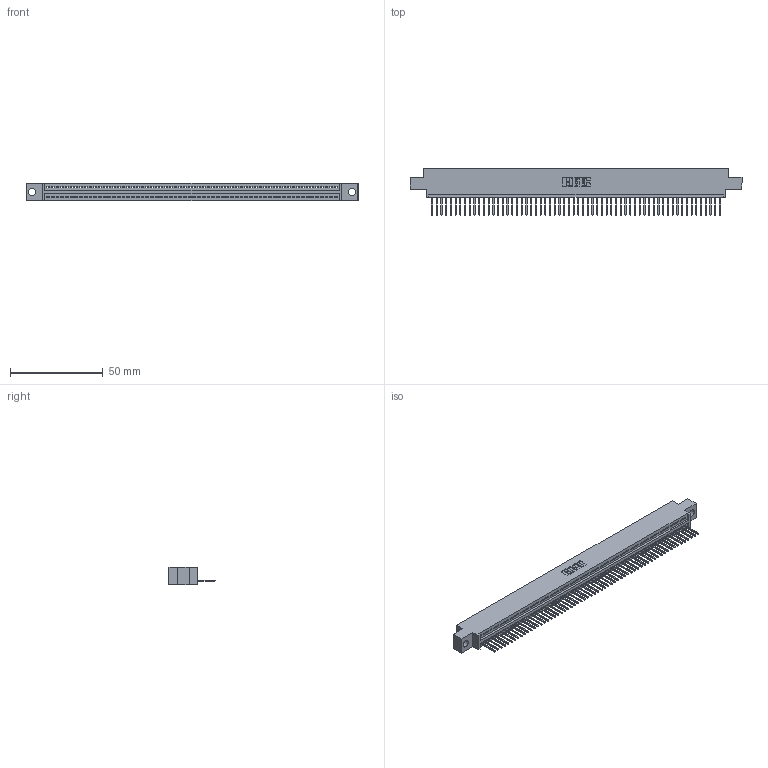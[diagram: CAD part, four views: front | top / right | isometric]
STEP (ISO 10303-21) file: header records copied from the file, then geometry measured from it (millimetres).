
FILE_DESCRIPTION (( 'STEP AP203' ), '1' );
FILE_NAME ('395-062-523-604.STEP', '2021-05-31T21:53:34', ( '' ), ( '' ), 'SwSTEP 2.0', 'SolidWorks 2020', '' );
FILE_SCHEMA (( 'CONFIG_CONTROL_DESIGN' ));
Length unit declared in the file: inch
Products named in the file (3): 395-062-523-604; 345-292-001_345-293-123; 345 Part_0.170 Offset - 0.156 Dia-TI
Assembly tree (63 placements, depth 2):
  395-062-523-604
    345 Part_0.170 Offset - 0.156 Dia-TI
    345-292-001_345-293-123  x62
Bounding box: 178.69 x 24.82 x 9.4 mm (x, y, z)
Volume: 16892.6 mm3; surface area: 22757.1 mm2
Topology: 63 solids, 63 shells, 3740 faces, 11301 edges, 7450 vertices
Faces by surface type: plane 2578, cylinder 1162
Entity records: 44539 total; most frequent: CARTESIAN_POINT 7724, ORIENTED_EDGE 7718, DIRECTION 6715, EDGE_CURVE 3859, LINE 3479, VECTOR 3479, VERTEX_POINT 2570, AXIS2_PLACEMENT_3D 1618
